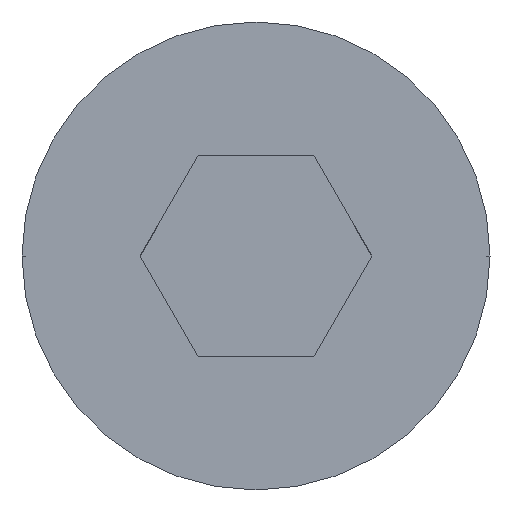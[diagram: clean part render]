
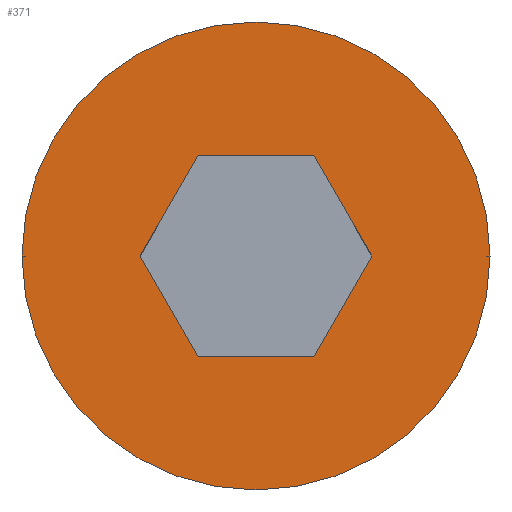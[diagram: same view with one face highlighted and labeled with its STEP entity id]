
A CAD part, top view. The second image highlights one B-rep face of the part: STEP entity #371.
In plain terms, the highlighted planar face has unit normal (0, 0, 1).
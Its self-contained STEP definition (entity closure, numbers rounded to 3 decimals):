
#279=VERTEX_POINT('',#781);
#285=EDGE_CURVE('',#459,#669,#788,.T.);
#297=EDGE_CURVE('',#469,#459,#802,.T.);
#335=VERTEX_POINT('',#845);
#357=EDGE_CURVE('',#623,#551,#868,.T.);
#359=EDGE_CURVE('',#551,#469,#870,.T.);
#371=ADVANCED_FACE('',(#884,#885),#886,.T.);
#449=EDGE_CURVE('',#487,#335,#972,.T.);
#459=VERTEX_POINT('',#983);
#469=VERTEX_POINT('',#993);
#487=VERTEX_POINT('',#1016);
#551=VERTEX_POINT('',#1086);
#623=VERTEX_POINT('',#1168);
#639=EDGE_CURVE('',#335,#487,#1186,.T.);
#653=EDGE_CURVE('',#279,#623,#1201,.T.);
#655=EDGE_CURVE('',#669,#279,#1203,.T.);
#669=VERTEX_POINT('',#1220);
#781=CARTESIAN_POINT('',(1.732,3.0,0.));
#788=LINE('',#1341,#1342);
#802=LINE('',#1360,#1361);
#845=CARTESIAN_POINT('',(-7.,0.,0.));
#868=LINE('',#1446,#1447);
#870=LINE('',#1450,#1451);
#884=FACE_BOUND('',#1468,.T.);
#885=FACE_OUTER_BOUND('',#1469,.T.);
#886=PLANE('',#1470);
#972=CIRCLE('',#1586,7.0);
#983=CARTESIAN_POINT('',(-3.464,0.0,0.));
#993=CARTESIAN_POINT('',(-1.732,-3.0,0.));
#1016=CARTESIAN_POINT('',(7.,0.,0.));
#1086=CARTESIAN_POINT('',(1.732,-3.0,0.));
#1168=CARTESIAN_POINT('',(3.464,0.0,0.));
#1186=CIRCLE('',#1861,7.0);
#1201=LINE('',#1883,#1884);
#1203=LINE('',#1887,#1888);
#1220=CARTESIAN_POINT('',(-1.732,3.0,0.));
#1341=CARTESIAN_POINT('',(-1.728,3.008,0.));
#1342=VECTOR('',#2067,1.0);
#1360=CARTESIAN_POINT('',(-2.594,-1.508,0.));
#1361=VECTOR('',#2088,1.0);
#1446=CARTESIAN_POINT('',(2.603,-1.492,0.));
#1447=VECTOR('',#2158,1.0);
#1450=CARTESIAN_POINT('',(0.884,-3.0,0.));
#1451=VECTOR('',#2159,1.0);
#1468=EDGE_LOOP('',(#2181,#2182,#2183,#2184,#2185,#2186));
#1469=EDGE_LOOP('',(#2187,#2188));
#1470=AXIS2_PLACEMENT_3D('',#2189,#2190,#2191);
#1586=AXIS2_PLACEMENT_3D('',#2302,#2303,#2304);
#1861=AXIS2_PLACEMENT_3D('',#2592,#2593,#2594);
#1883=CARTESIAN_POINT('',(3.469,-0.008,0.));
#1884=VECTOR('',#2611,1.0);
#1887=CARTESIAN_POINT('',(2.616,3.0,0.));
#1888=VECTOR('',#2612,1.0);
#2067=DIRECTION('',(0.5,0.866,0.));
#2088=DIRECTION('',(-0.5,0.866,0.));
#2158=DIRECTION('',(-0.5,-0.866,0.));
#2159=DIRECTION('',(-1.0,0.0,0.));
#2181=ORIENTED_EDGE('',*,*,#297,.T.);
#2182=ORIENTED_EDGE('',*,*,#285,.T.);
#2183=ORIENTED_EDGE('',*,*,#655,.T.);
#2184=ORIENTED_EDGE('',*,*,#653,.T.);
#2185=ORIENTED_EDGE('',*,*,#357,.T.);
#2186=ORIENTED_EDGE('',*,*,#359,.T.);
#2187=ORIENTED_EDGE('',*,*,#449,.F.);
#2188=ORIENTED_EDGE('',*,*,#639,.F.);
#2189=CARTESIAN_POINT('',(3.5,0.,0.));
#2190=DIRECTION('',(0.,0.,1.0));
#2191=DIRECTION('',(1.0,0.0,0.));
#2302=CARTESIAN_POINT('',(0.,0.,0.));
#2303=DIRECTION('',(0.,0.,-1.0));
#2304=DIRECTION('',(1.0,0.0,0.));
#2592=CARTESIAN_POINT('',(0.,0.,0.));
#2593=DIRECTION('',(0.,0.,-1.0));
#2594=DIRECTION('',(1.0,0.0,0.));
#2611=DIRECTION('',(0.5,-0.866,0.));
#2612=DIRECTION('',(1.0,0.0,0.));
